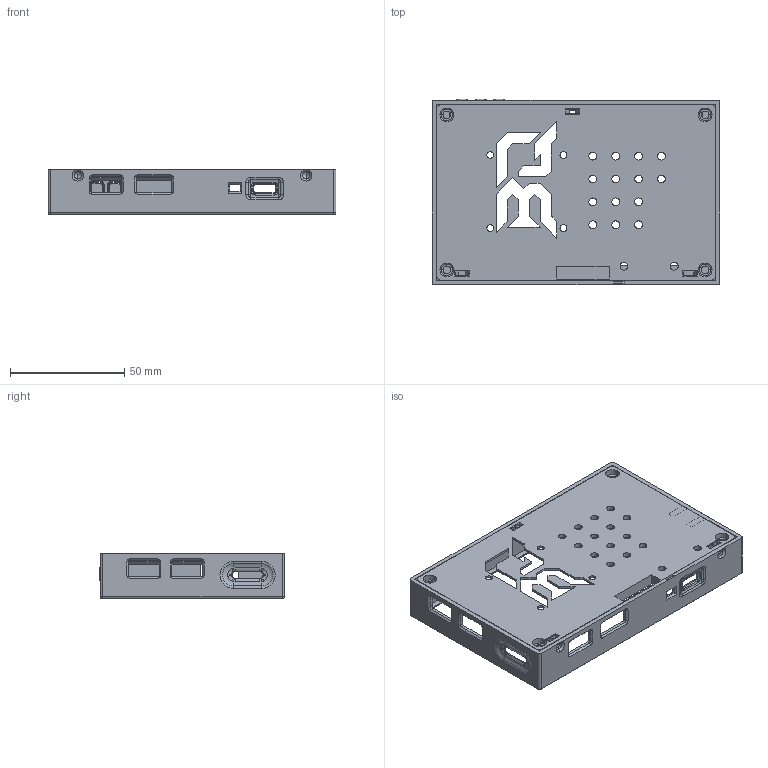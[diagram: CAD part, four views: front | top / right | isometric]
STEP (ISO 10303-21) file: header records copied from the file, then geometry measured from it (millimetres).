
FILE_DESCRIPTION (( 'STEP AP214' ), '1' );
FILE_NAME ('BIGTREETECH Raspberry pad 5Íâ¿Ç.STEP', '2022-03-23T03:19:58', ( '' ), ( '' ), 'SwSTEP 2.0', 'SolidWorks 2022', '' );
FILE_SCHEMA (( 'AUTOMOTIVE_DESIGN' ));
Length unit declared in the file: millimetre
Products named in the file (1): BIGTREETECH Raspberry pad 5俋褲
Bounding box: 125.9 x 81.08 x 19.5 mm (x, y, z)
Volume: 45294.6 mm3; surface area: 41960 mm2
Topology: 2 solids, 2 shells, 889 faces, 2297 edges, 1405 vertices
Faces by surface type: plane 433, cylinder 235, bspline 119, torus 50, cone 46, sphere 6
Entity records: 29991 total; most frequent: CARTESIAN_POINT 8938, ORIENTED_EDGE 4550, DIRECTION 4124, EDGE_CURVE 2275, VECTOR 1414, LINE 1414, VERTEX_POINT 1405, AXIS2_PLACEMENT_3D 1355
